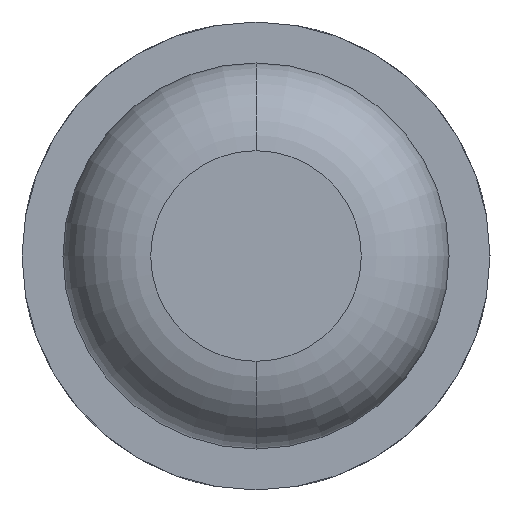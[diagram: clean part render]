
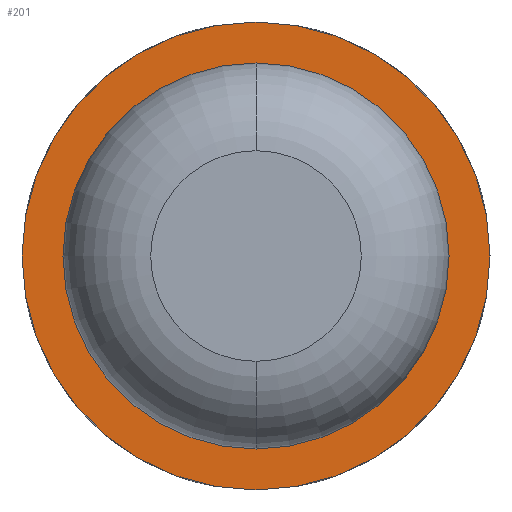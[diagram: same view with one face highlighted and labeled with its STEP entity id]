
A CAD part, front view. The second image highlights one B-rep face of the part: STEP entity #201.
In plain terms, the highlighted planar face has unit normal (0, -1, 0).
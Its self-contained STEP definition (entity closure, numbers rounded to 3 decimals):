
#199 = CARTESIAN_POINT ( 'NONE',  ( 0., -2., 0. ) ) ;
#201 = ADVANCED_FACE ( 'Defeature ausgef�hrt1_1', ( #1679, #4682 ), #1310, .F. ) ;
#419 = CIRCLE ( 'NONE', #3889, 1. ) ;
#536 = EDGE_LOOP ( 'NONE', ( #2868, #2171 ) ) ;
#740 = EDGE_CURVE ( 'Defeature ausgef�hrt1_1+Defeature ausgef�hrt1_4+Defeature ausgef�hrt1_4+Defeature ausgef�hrt1_4', #1607, #5278, #3817, .T. ) ;
#942 = EDGE_CURVE ( 'Defeature ausgef�hrt1_2+Defeature ausgef�hrt1_1+Defeature ausgef�hrt1_1+Defeature ausgef�hrt1_1', #3368, #3322, #4290, .T. ) ;
#1229 = AXIS2_PLACEMENT_3D ( 'NONE', #4485, #3181, #1968 ) ;
#1310 = PLANE ( 'NONE',  #3711 ) ;
#1469 = DIRECTION ( 'NONE',  ( 0., 1., 0. ) ) ;
#1483 = CIRCLE ( 'NONE', #3974, 0.825 ) ;
#1607 = VERTEX_POINT ( 'NONE', #5309 ) ;
#1679 = FACE_OUTER_BOUND ( 'NONE', #536, .T. ) ;
#1968 = DIRECTION ( 'NONE',  ( -1., 0., 0. ) ) ;
#2125 = DIRECTION ( 'NONE',  ( -1., 0., 0. ) ) ;
#2171 = ORIENTED_EDGE ( 'NONE', *, *, #942, .F. ) ;
#2204 = DIRECTION ( 'NONE',  ( -1., 0., 0. ) ) ;
#2217 = CARTESIAN_POINT ( 'NONE',  ( 0., -2., 0. ) ) ;
#2410 = ORIENTED_EDGE ( 'NONE', *, *, #4468, .T. ) ;
#2587 = CARTESIAN_POINT ( 'NONE',  ( 0.825, -2., 0. ) ) ;
#2664 = CARTESIAN_POINT ( 'NONE',  ( -1., -2., 0. ) ) ;
#2856 = ORIENTED_EDGE ( 'NONE', *, *, #740, .T. ) ;
#2868 = ORIENTED_EDGE ( 'NONE', *, *, #4046, .F. ) ;
#3041 = DIRECTION ( 'NONE',  ( 0., 1., 0. ) ) ;
#3181 = DIRECTION ( 'NONE',  ( 0., 1., 0. ) ) ;
#3322 = VERTEX_POINT ( 'NONE', #2664 ) ;
#3368 = VERTEX_POINT ( 'NONE', #4384 ) ;
#3711 = AXIS2_PLACEMENT_3D ( 'NONE', #2587, #3041, #2125 ) ;
#3817 = CIRCLE ( 'NONE', #4595, 0.825 ) ;
#3889 = AXIS2_PLACEMENT_3D ( 'NONE', #199, #1469, #4380 ) ;
#3974 = AXIS2_PLACEMENT_3D ( 'NONE', #2217, #5169, #4085 ) ;
#4046 = EDGE_CURVE ( 'Defeature ausgef�hrt1_2+Defeature ausgef�hrt1_1+Defeature ausgef�hrt1_1+Defeature ausgef�hrt1_1', #3322, #3368, #419, .T. ) ;
#4085 = DIRECTION ( 'NONE',  ( -1., 0., 0. ) ) ;
#4290 = CIRCLE ( 'NONE', #1229, 1. ) ;
#4319 = CARTESIAN_POINT ( 'NONE',  ( 0., -2., 0. ) ) ;
#4380 = DIRECTION ( 'NONE',  ( -1., 0., 0. ) ) ;
#4384 = CARTESIAN_POINT ( 'NONE',  ( 1., -2., 0. ) ) ;
#4393 = EDGE_LOOP ( 'NONE', ( #2856, #2410 ) ) ;
#4468 = EDGE_CURVE ( 'Defeature ausgef�hrt1_1+Defeature ausgef�hrt1_4+Defeature ausgef�hrt1_4+Defeature ausgef�hrt1_4', #5278, #1607, #1483, .T. ) ;
#4485 = CARTESIAN_POINT ( 'NONE',  ( 0., -2., 0. ) ) ;
#4595 = AXIS2_PLACEMENT_3D ( 'NONE', #4319, #4721, #2204 ) ;
#4682 = FACE_BOUND ( 'NONE', #4393, .T. ) ;
#4721 = DIRECTION ( 'NONE',  ( 0., 1., 0. ) ) ;
#5169 = DIRECTION ( 'NONE',  ( 0., 1., 0. ) ) ;
#5278 = VERTEX_POINT ( 'NONE', #5292 ) ;
#5292 = CARTESIAN_POINT ( 'NONE',  ( 0., -2., -0.825 ) ) ;
#5309 = CARTESIAN_POINT ( 'NONE',  ( 0., -2., 0.825 ) ) ;
